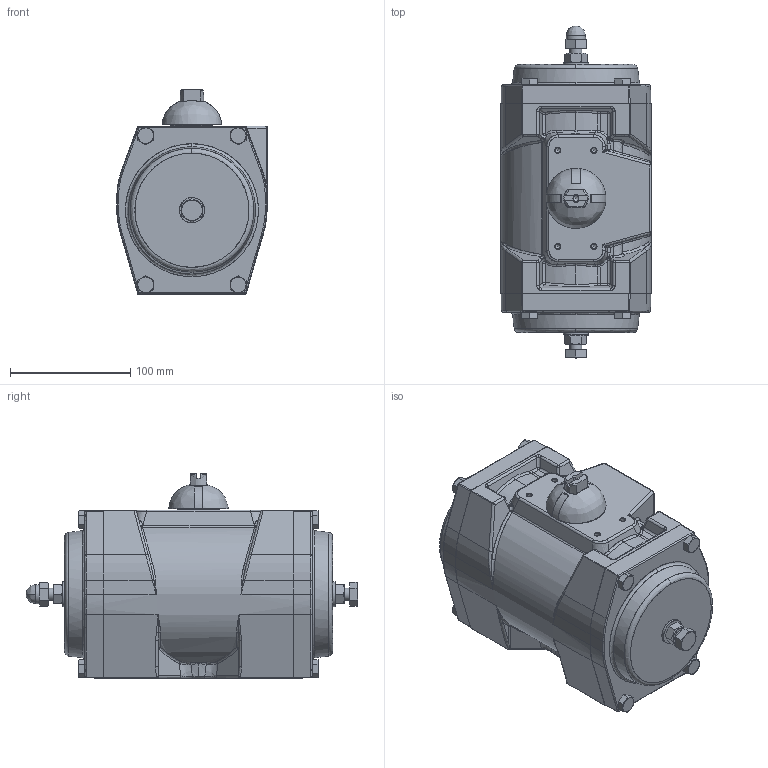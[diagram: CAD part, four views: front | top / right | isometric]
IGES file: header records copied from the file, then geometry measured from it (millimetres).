
Start section: JAMA-IS VERSION  1.0 C
Global section: file name: GTS-110X90.igs; native system: By Siemens PLM Incorporated; preprocessor: XPlus GENERIC/IGES 21.0.46; author: Author; organization: Title; date: 181001.150339; units: millimetre
Bounding box: 125.1 x 276.12 x 170.26 mm (x, y, z)
Surface area: 176768.4 mm2 (no closed solid volume)
Topology: 0 solids, 0 shells, 848 faces, 4389 edges, 4315 vertices
Faces by surface type: bspline 848
